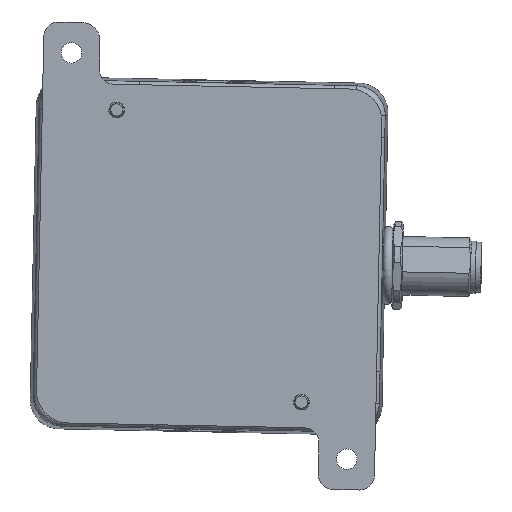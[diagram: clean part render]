
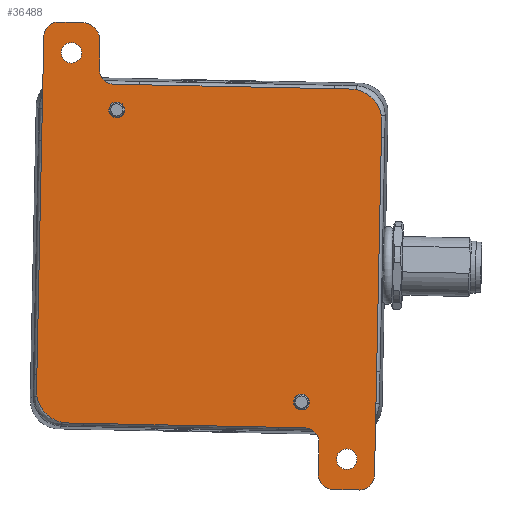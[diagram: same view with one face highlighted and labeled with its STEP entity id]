
A CAD part, front view. The second image highlights one B-rep face of the part: STEP entity #36488.
In plain terms, the highlighted planar face has unit normal (0, -1, 0).
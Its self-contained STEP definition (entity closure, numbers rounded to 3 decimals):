
#1499=FACE_BOUND('',#4365,.T.);
#1500=FACE_BOUND('',#4366,.T.);
#1501=FACE_BOUND('',#4367,.T.);
#1502=FACE_BOUND('',#4368,.T.);
#2285=FACE_OUTER_BOUND('',#4364,.T.);
#4364=EDGE_LOOP('',(#25768,#25769,#25770,#25771,#25772,#25773,#25774,#25775,
#25776,#25777,#25778,#25779,#25780,#25781,#25782,#25783));
#4365=EDGE_LOOP('',(#25784));
#4366=EDGE_LOOP('',(#25785));
#4367=EDGE_LOOP('',(#25786));
#4368=EDGE_LOOP('',(#25787));
#6575=CIRCLE('',#39047,1.621);
#6576=CIRCLE('',#39049,2.1);
#6577=CIRCLE('',#39051,1.621);
#6578=CIRCLE('',#39053,2.1);
#6579=CIRCLE('',#39056,6.5);
#6580=CIRCLE('',#39059,3.);
#6581=CIRCLE('',#39062,3.);
#6582=CIRCLE('',#39065,3.);
#6583=CIRCLE('',#39068,6.5);
#6584=CIRCLE('',#39071,3.);
#6585=CIRCLE('',#39074,3.996);
#6586=CIRCLE('',#39077,3.);
#8031=LINE('',#54429,#11566);
#8035=LINE('',#54438,#11570);
#8038=LINE('',#54446,#11573);
#8041=LINE('',#54454,#11576);
#8044=LINE('',#54462,#11579);
#8047=LINE('',#54470,#11582);
#8050=LINE('',#54478,#11585);
#8053=LINE('',#54486,#11588);
#11566=VECTOR('',#43821,10.);
#11570=VECTOR('',#43831,10.);
#11573=VECTOR('',#43840,10.);
#11576=VECTOR('',#43849,10.);
#11579=VECTOR('',#43858,10.);
#11582=VECTOR('',#43867,10.);
#11585=VECTOR('',#43876,10.);
#11588=VECTOR('',#43885,10.);
#15310=VERTEX_POINT('',#54410);
#15311=VERTEX_POINT('',#54414);
#15312=VERTEX_POINT('',#54418);
#15313=VERTEX_POINT('',#54422);
#15314=VERTEX_POINT('',#54426);
#15315=VERTEX_POINT('',#54428);
#15316=VERTEX_POINT('',#54432);
#15317=VERTEX_POINT('',#54436);
#15318=VERTEX_POINT('',#54440);
#15319=VERTEX_POINT('',#54444);
#15320=VERTEX_POINT('',#54448);
#15321=VERTEX_POINT('',#54452);
#15322=VERTEX_POINT('',#54456);
#15323=VERTEX_POINT('',#54460);
#15324=VERTEX_POINT('',#54464);
#15325=VERTEX_POINT('',#54468);
#15326=VERTEX_POINT('',#54472);
#15327=VERTEX_POINT('',#54476);
#15328=VERTEX_POINT('',#54480);
#15329=VERTEX_POINT('',#54484);
#19323=EDGE_CURVE('',#15310,#15310,#6575,.T.);
#19325=EDGE_CURVE('',#15311,#15311,#6576,.T.);
#19327=EDGE_CURVE('',#15312,#15312,#6577,.T.);
#19329=EDGE_CURVE('',#15313,#15313,#6578,.T.);
#19332=EDGE_CURVE('',#15314,#15315,#8031,.T.);
#19335=EDGE_CURVE('',#15316,#15314,#6579,.T.);
#19337=EDGE_CURVE('',#15317,#15316,#8035,.T.);
#19339=EDGE_CURVE('',#15318,#15317,#6580,.T.);
#19341=EDGE_CURVE('',#15319,#15318,#8038,.T.);
#19343=EDGE_CURVE('',#15320,#15319,#6581,.T.);
#19345=EDGE_CURVE('',#15321,#15320,#8041,.T.);
#19347=EDGE_CURVE('',#15322,#15321,#6582,.T.);
#19349=EDGE_CURVE('',#15323,#15322,#8044,.T.);
#19351=EDGE_CURVE('',#15324,#15323,#6583,.T.);
#19353=EDGE_CURVE('',#15325,#15324,#8047,.T.);
#19355=EDGE_CURVE('',#15326,#15325,#6584,.T.);
#19357=EDGE_CURVE('',#15327,#15326,#8050,.T.);
#19359=EDGE_CURVE('',#15328,#15327,#6585,.T.);
#19361=EDGE_CURVE('',#15329,#15328,#8053,.T.);
#19362=EDGE_CURVE('',#15315,#15329,#6586,.T.);
#25768=ORIENTED_EDGE('',*,*,#19362,.F.);
#25769=ORIENTED_EDGE('',*,*,#19332,.F.);
#25770=ORIENTED_EDGE('',*,*,#19335,.F.);
#25771=ORIENTED_EDGE('',*,*,#19337,.F.);
#25772=ORIENTED_EDGE('',*,*,#19339,.F.);
#25773=ORIENTED_EDGE('',*,*,#19341,.F.);
#25774=ORIENTED_EDGE('',*,*,#19343,.F.);
#25775=ORIENTED_EDGE('',*,*,#19345,.F.);
#25776=ORIENTED_EDGE('',*,*,#19347,.F.);
#25777=ORIENTED_EDGE('',*,*,#19349,.F.);
#25778=ORIENTED_EDGE('',*,*,#19351,.F.);
#25779=ORIENTED_EDGE('',*,*,#19353,.F.);
#25780=ORIENTED_EDGE('',*,*,#19355,.F.);
#25781=ORIENTED_EDGE('',*,*,#19357,.F.);
#25782=ORIENTED_EDGE('',*,*,#19359,.F.);
#25783=ORIENTED_EDGE('',*,*,#19361,.F.);
#25784=ORIENTED_EDGE('',*,*,#19323,.T.);
#25785=ORIENTED_EDGE('',*,*,#19325,.T.);
#25786=ORIENTED_EDGE('',*,*,#19327,.T.);
#25787=ORIENTED_EDGE('',*,*,#19329,.T.);
#35085=PLANE('',#39078);
#36488=ADVANCED_FACE('',(#2285,#1499,#1500,#1501,#1502),#35085,.F.);
#39047=AXIS2_PLACEMENT_3D('',#54411,#43800,#43801);
#39049=AXIS2_PLACEMENT_3D('',#54415,#43805,#43806);
#39051=AXIS2_PLACEMENT_3D('',#54419,#43810,#43811);
#39053=AXIS2_PLACEMENT_3D('',#54423,#43815,#43816);
#39056=AXIS2_PLACEMENT_3D('',#54434,#43826,#43827);
#39059=AXIS2_PLACEMENT_3D('',#54442,#43835,#43836);
#39062=AXIS2_PLACEMENT_3D('',#54450,#43844,#43845);
#39065=AXIS2_PLACEMENT_3D('',#54458,#43853,#43854);
#39068=AXIS2_PLACEMENT_3D('',#54466,#43862,#43863);
#39071=AXIS2_PLACEMENT_3D('',#54474,#43871,#43872);
#39074=AXIS2_PLACEMENT_3D('',#54482,#43880,#43881);
#39077=AXIS2_PLACEMENT_3D('',#54488,#43888,#43889);
#39078=AXIS2_PLACEMENT_3D('',#54489,#43890,#43891);
#43800=DIRECTION('center_axis',(0.,1.,0.));
#43801=DIRECTION('ref_axis',(-0.02,0.,-1.));
#43805=DIRECTION('center_axis',(0.,1.,0.));
#43806=DIRECTION('ref_axis',(-0.02,0.,-1.));
#43810=DIRECTION('center_axis',(0.,1.,0.));
#43811=DIRECTION('ref_axis',(-0.02,0.,-1.));
#43815=DIRECTION('center_axis',(0.,1.,0.));
#43816=DIRECTION('ref_axis',(-0.02,0.,-1.));
#43821=DIRECTION('',(0.02,0.,1.));
#43826=DIRECTION('center_axis',(0.,1.,0.));
#43827=DIRECTION('ref_axis',(-0.02,0.,-1.));
#43831=DIRECTION('',(-1.,0.,0.02));
#43835=DIRECTION('center_axis',(0.,-1.,0.));
#43836=DIRECTION('ref_axis',(-0.02,0.,-1.));
#43840=DIRECTION('',(0.02,0.,1.));
#43844=DIRECTION('center_axis',(0.,1.,0.));
#43845=DIRECTION('ref_axis',(-0.02,0.,-1.));
#43849=DIRECTION('',(-1.,0.,0.02));
#43853=DIRECTION('center_axis',(0.,1.,0.));
#43854=DIRECTION('ref_axis',(1.,0.,-0.02));
#43858=DIRECTION('',(-0.02,0.,-1.));
#43862=DIRECTION('center_axis',(0.,1.,0.));
#43863=DIRECTION('ref_axis',(0.02,0.,1.));
#43867=DIRECTION('',(1.,0.,-0.02));
#43871=DIRECTION('center_axis',(0.,-1.,0.));
#43872=DIRECTION('ref_axis',(0.02,0.,1.));
#43876=DIRECTION('',(-0.02,0.,-1.));
#43880=DIRECTION('center_axis',(0.,1.,0.));
#43881=DIRECTION('ref_axis',(-0.012,0.,
1.));
#43885=DIRECTION('',(1.,0.,-0.02));
#43888=DIRECTION('center_axis',(0.,1.,0.));
#43889=DIRECTION('ref_axis',(-1.,0.,0.02));
#43890=DIRECTION('center_axis',(0.,1.,0.));
#43891=DIRECTION('ref_axis',(0.02,0.,1.));
#54410=CARTESIAN_POINT('',(-27.023,-61.422,31.665));
#54411=CARTESIAN_POINT('Origin',(-27.056,-61.422,30.044));
#54414=CARTESIAN_POINT('',(-36.277,-61.422,43.834));
#54415=CARTESIAN_POINT('Origin',(-36.32,-61.422,41.735));
#54418=CARTESIAN_POINT('',(10.768,-61.422,-28.117));
#54419=CARTESIAN_POINT('Origin',(10.735,-61.422,-29.738));
#54422=CARTESIAN_POINT('',(20.042,-61.422,-39.329));
#54423=CARTESIAN_POINT('Origin',(19.999,-61.422,-41.429));
#54426=CARTESIAN_POINT('',(-43.478,-61.422,-27.384));
#54428=CARTESIAN_POINT('',(-42.002,-61.422,45.101));
#54429=CARTESIAN_POINT('',(-43.478,-61.422,-27.384));
#54432=CARTESIAN_POINT('',(-37.112,-61.422,-34.015));
#54434=CARTESIAN_POINT('Origin',(-36.979,-61.422,-27.516));
#54436=CARTESIAN_POINT('',(11.378,-61.422,-35.002));
#54438=CARTESIAN_POINT('',(11.378,-61.422,-35.002));
#54440=CARTESIAN_POINT('',(14.316,-61.422,-38.062));
#54442=CARTESIAN_POINT('Origin',(11.317,-61.422,-38.001));
#54444=CARTESIAN_POINT('',(14.184,-61.422,-44.561));
#54446=CARTESIAN_POINT('',(14.184,-61.422,-44.561));
#54448=CARTESIAN_POINT('',(17.122,-61.422,-47.622));
#54450=CARTESIAN_POINT('Origin',(17.184,-61.422,-44.622));
#54452=CARTESIAN_POINT('',(22.621,-61.422,-47.734));
#54454=CARTESIAN_POINT('',(22.621,-61.422,-47.734));
#54456=CARTESIAN_POINT('',(25.682,-61.422,-44.795));
#54458=CARTESIAN_POINT('Origin',(22.682,-61.422,-44.734));
#54460=CARTESIAN_POINT('',(27.158,-61.422,27.69));
#54462=CARTESIAN_POINT('',(27.158,-61.422,27.69));
#54464=CARTESIAN_POINT('',(20.791,-61.422,34.321));
#54466=CARTESIAN_POINT('Origin',(20.659,-61.422,27.822));
#54468=CARTESIAN_POINT('',(-27.699,-61.422,35.308));
#54470=CARTESIAN_POINT('',(-27.699,-61.422,35.308));
#54472=CARTESIAN_POINT('',(-30.637,-61.422,38.368));
#54474=CARTESIAN_POINT('Origin',(-27.638,-61.422,38.307));
#54476=CARTESIAN_POINT('',(-30.505,-61.422,44.867));
#54478=CARTESIAN_POINT('',(-30.505,-61.422,44.867));
#54480=CARTESIAN_POINT('',(-34.443,-61.422,47.948));
#54482=CARTESIAN_POINT('Origin',(-34.394,-61.422,43.952));
#54484=CARTESIAN_POINT('',(-38.942,-61.422,48.039));
#54486=CARTESIAN_POINT('',(-38.942,-61.422,48.039));
#54488=CARTESIAN_POINT('Origin',(-39.003,-61.422,45.04));
#54489=CARTESIAN_POINT('Origin',(-8.139,-61.422,0.104));
